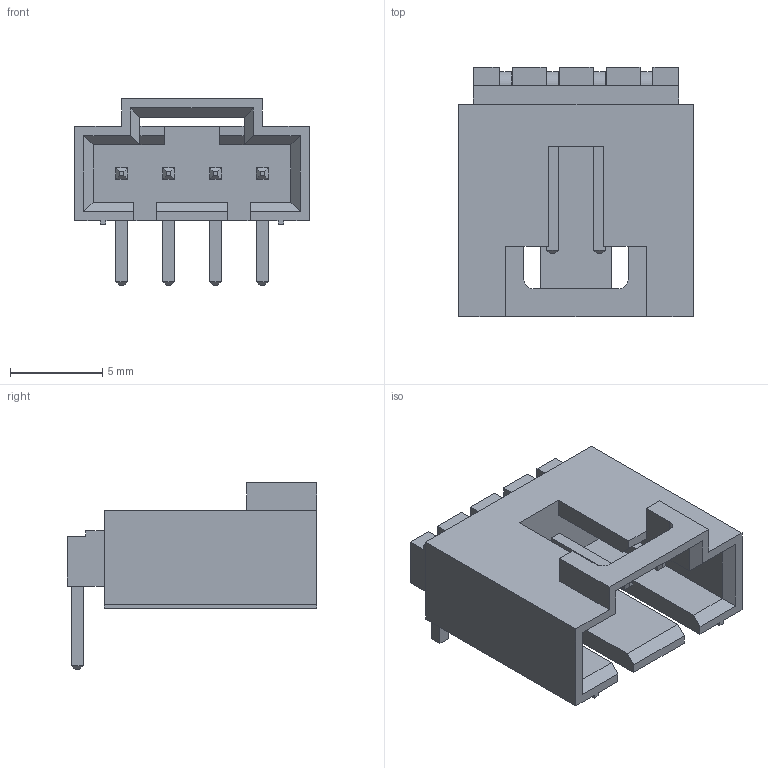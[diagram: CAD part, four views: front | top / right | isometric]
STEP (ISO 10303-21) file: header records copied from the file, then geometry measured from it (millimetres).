
FILE_DESCRIPTION (( 'STEP AP214' ), '1' );
FILE_NAME ('MX2.54-4R.STEP', '2020-11-10T12:21:23', ( 'Elessar' ), ( '' ), 'SwSTEP 2.0', 'SolidWorks 2018', '' );
FILE_SCHEMA (( 'AUTOMOTIVE_DESIGN' ));
Length unit declared in the file: millimetre
Products named in the file (1): MX2.54-4R
Bounding box: 12.71 x 13.5 x 10.1 mm (x, y, z)
Volume: 472.9 mm3; surface area: 976.2 mm2
Topology: 1 solids, 1 shells, 165 faces, 410 edges, 254 vertices
Faces by surface type: plane 151, bspline 8, cylinder 6
Entity records: 6066 total; most frequent: CARTESIAN_POINT 1174, ORIENTED_EDGE 820, DIRECTION 746, EDGE_CURVE 410, LINE 390, VECTOR 390, VERTEX_POINT 254, AXIS2_PLACEMENT_3D 178
